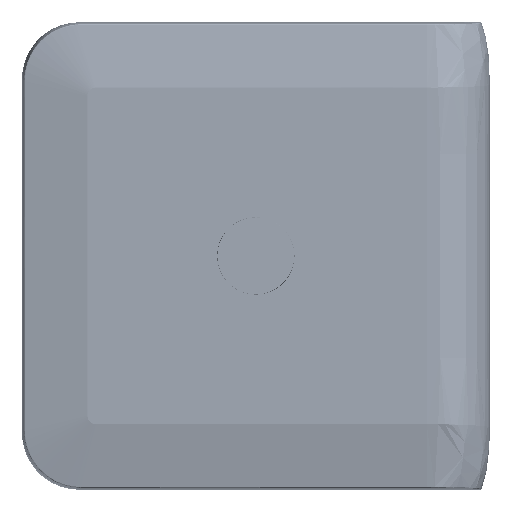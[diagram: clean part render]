
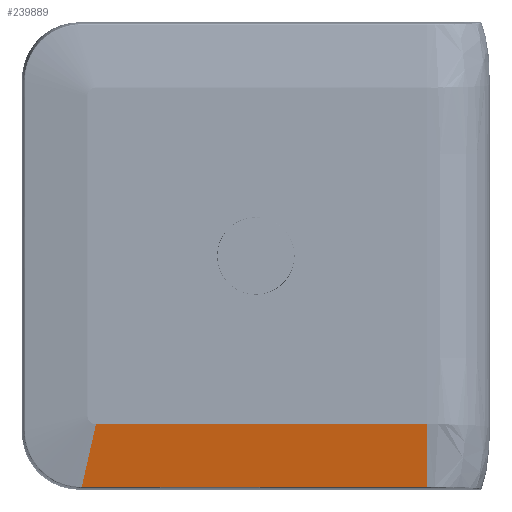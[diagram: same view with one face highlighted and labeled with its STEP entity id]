
A CAD part, top view. The second image highlights one B-rep face of the part: STEP entity #239889.
In plain terms, the highlighted free-form (B-spline) face has degree [5, 1] with [6, 2] control points.
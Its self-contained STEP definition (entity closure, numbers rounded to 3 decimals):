
#237699=CARTESIAN_POINT('Vertex',(-28.045,-29.555,5.817)) ;
#237703=CARTESIAN_POINT('Control Point',(30.,-29.555,5.817)) ;
#237704=CARTESIAN_POINT('Control Point',(28.495,-29.555,5.817)) ;
#237705=CARTESIAN_POINT('Control Point',(27.049,-29.555,5.817)) ;
#237706=CARTESIAN_POINT('Control Point',(25.741,-29.555,5.817)) ;
#237707=CARTESIAN_POINT('Control Point',(19.156,-29.555,5.817)) ;
#237708=CARTESIAN_POINT('Control Point',(12.617,-29.555,5.817)) ;
#237709=CARTESIAN_POINT('Control Point',(7.702,-29.555,5.817)) ;
#237710=CARTESIAN_POINT('Control Point',(-0.323,-29.555,5.817)) ;
#237711=CARTESIAN_POINT('Control Point',(-8.355,-29.555,5.817)) ;
#237712=CARTESIAN_POINT('Control Point',(-11.272,-29.555,5.817)) ;
#237713=CARTESIAN_POINT('Control Point',(-16.654,-29.555,5.817)) ;
#237714=CARTESIAN_POINT('Control Point',(-21.835,-29.555,5.817)) ;
#237715=CARTESIAN_POINT('Control Point',(-24.017,-29.555,5.817)) ;
#237716=CARTESIAN_POINT('Control Point',(-26.161,-29.555,5.817)) ;
#237717=CARTESIAN_POINT('Control Point',(-28.045,-29.555,5.817)) ;
#237718=CARTESIAN_POINT('Vertex',(30.,-29.555,5.817)) ;
#239215=CARTESIAN_POINT('Control Point',(30.,-40.501,4.046)) ;
#239216=CARTESIAN_POINT('Control Point',(30.,-38.312,4.401)) ;
#239217=CARTESIAN_POINT('Control Point',(30.,-36.123,4.755)) ;
#239218=CARTESIAN_POINT('Control Point',(30.,-33.934,5.109)) ;
#239219=CARTESIAN_POINT('Control Point',(30.,-31.744,5.463)) ;
#239220=CARTESIAN_POINT('Control Point',(30.,-29.555,5.817)) ;
#239221=CARTESIAN_POINT('Vertex',(30.,-40.501,4.046)) ;
#239853=CARTESIAN_POINT('Control Point',(-28.041,-29.539,5.82)) ;
#239854=CARTESIAN_POINT('Control Point',(-30.568,-40.649,4.022)) ;
#239855=CARTESIAN_POINT('Control Point',(-20.064,-29.539,5.82)) ;
#239856=CARTESIAN_POINT('Control Point',(-15.808,-40.649,4.022)) ;
#239857=CARTESIAN_POINT('Control Point',(-5.275,-29.539,5.82)) ;
#239858=CARTESIAN_POINT('Control Point',(-5.384,-40.649,4.022)) ;
#239859=CARTESIAN_POINT('Control Point',(5.351,-29.539,5.82)) ;
#239860=CARTESIAN_POINT('Control Point',(7.232,-40.649,4.022)) ;
#239861=CARTESIAN_POINT('Control Point',(17.675,-29.539,5.82)) ;
#239862=CARTESIAN_POINT('Control Point',(18.616,-40.649,4.022)) ;
#239863=CARTESIAN_POINT('Control Point',(30.,-29.539,5.82)) ;
#239864=CARTESIAN_POINT('Control Point',(30.,-40.649,4.022)) ;
#239866=CARTESIAN_POINT('Control Point',(-30.535,-40.501,4.046)) ;
#239867=CARTESIAN_POINT('Control Point',(-15.865,-40.501,4.046)) ;
#239868=CARTESIAN_POINT('Control Point',(-5.382,-40.501,4.046)) ;
#239869=CARTESIAN_POINT('Control Point',(7.207,-40.501,4.046)) ;
#239870=CARTESIAN_POINT('Control Point',(18.604,-40.501,4.046)) ;
#239871=CARTESIAN_POINT('Control Point',(30.,-40.501,4.046)) ;
#239872=CARTESIAN_POINT('Vertex',(-30.535,-40.501,4.046)) ;
#239876=CARTESIAN_POINT('Control Point',(-28.045,-29.555,5.817)) ;
#239877=CARTESIAN_POINT('Control Point',(-28.543,-31.744,5.463)) ;
#239878=CARTESIAN_POINT('Control Point',(-29.041,-33.934,5.109)) ;
#239879=CARTESIAN_POINT('Control Point',(-29.539,-36.123,4.755)) ;
#239880=CARTESIAN_POINT('Control Point',(-30.037,-38.312,4.401)) ;
#239881=CARTESIAN_POINT('Control Point',(-30.535,-40.501,4.046)) ;
#239884=ORIENTED_EDGE('',*,*,#239874,.F.) ;
#239885=ORIENTED_EDGE('',*,*,#239223,.F.) ;
#239886=ORIENTED_EDGE('',*,*,#237720,.F.) ;
#239887=ORIENTED_EDGE('',*,*,#239882,.T.) ;
#239889=ADVANCED_FACE('A024770_A .1\\ED10331_A.1\\ENJO ED10331_A MOSAIC MONOB. PEINT',(#239888),#239852,.F.) ;
#237702=B_SPLINE_CURVE_WITH_KNOTS('',5,(#237703,#237704,#237705,#237706,#237707,#237708,#237709,#237710,#237711,#237712,#237713,#237714,#237715,#237716,#237717),.UNSPECIFIED.,.F.,.U.,(6,3,3,3,6),(17.113,27.695,62.919,84.057,100.923),.UNSPECIFIED.) ;
#239214=B_SPLINE_CURVE_WITH_KNOTS('',5,(#239215,#239216,#239217,#239218,#239219,#239220),.UNSPECIFIED.,.F.,.U.,(6,6),(-7.746,7.935),.UNSPECIFIED.) ;
#239865=B_SPLINE_CURVE_WITH_KNOTS('',5,(#239866,#239867,#239868,#239869,#239870,#239871),.UNSPECIFIED.,.F.,.U.,(6,6),(0.,59.318),.UNSPECIFIED.) ;
#239875=B_SPLINE_CURVE_WITH_KNOTS('',5,(#239876,#239877,#239878,#239879,#239880,#239881),.UNSPECIFIED.,.F.,.U.,(6,6),(0.016,11.065),.UNSPECIFIED.) ;
#239852=B_SPLINE_SURFACE_WITH_KNOTS('',5,1,((#239853,#239854),(#239855,#239856),(#239857,#239858),(#239859,#239860),(#239861,#239862),(#239863,#239864)),.UNSPECIFIED.,.F.,.F.,.U.,(6,6),(2,2),(0.,59.318),(0.,11.214),.UNSPECIFIED.) ;
#237720=EDGE_CURVE('',#237700,#237719,#237702,.F.) ;
#239223=EDGE_CURVE('',#237719,#239222,#239214,.F.) ;
#239874=EDGE_CURVE('',#239222,#239873,#239865,.F.) ;
#239882=EDGE_CURVE('',#237700,#239873,#239875,.T.) ;
#239883=EDGE_LOOP('',(#239884,#239885,#239886,#239887)) ;
#239888=FACE_OUTER_BOUND('',#239883,.T.) ;
#237700=VERTEX_POINT('',#237699) ;
#237719=VERTEX_POINT('',#237718) ;
#239222=VERTEX_POINT('',#239221) ;
#239873=VERTEX_POINT('',#239872) ;
